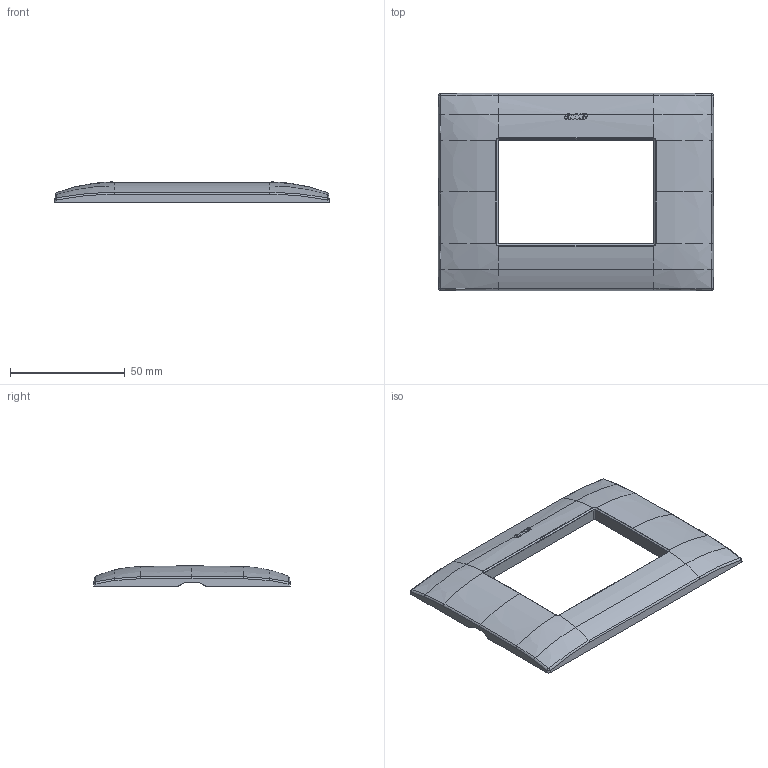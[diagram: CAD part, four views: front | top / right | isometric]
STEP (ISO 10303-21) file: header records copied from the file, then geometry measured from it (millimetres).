
FILE_DESCRIPTION(('CATIA V5 STEP Exchange'),'2;1');
FILE_NAME('44PJ03ALS.stp','2025-02-18T14:42:47+00:00',('none'),('none'),'CATIA Version 5-6 Release 2016 SP6','CATIA V5 STEP AP203','none');
FILE_SCHEMA(('CONFIG_CONTROL_DESIGN'));
Length unit declared in the file: millimetre
Products named in the file (1): DR8126@
Bounding box: 120 x 86 x 8.79 mm (x, y, z)
Volume: 15852.8 mm3; surface area: 19651.7 mm2
Topology: 1 solids, 1 shells, 1601 faces, 4475 edges, 2918 vertices
Faces by surface type: plane 1073, cylinder 306, bspline 172, extrusion 38, sphere 12
Entity records: 60995 total; most frequent: CARTESIAN_POINT 26304, ORIENTED_EDGE 8926, EDGE_CURVE 4463, DIRECTION 4355, VERTEX_POINT 2918, B_SPLINE_CURVE_WITH_KNOTS 2372, VECTOR 1877, LINE 1839
